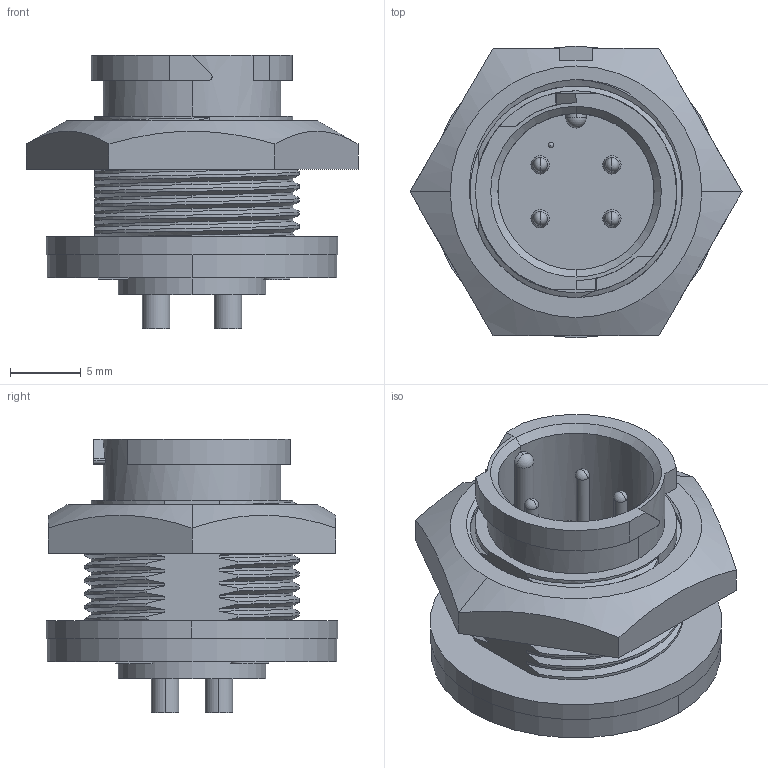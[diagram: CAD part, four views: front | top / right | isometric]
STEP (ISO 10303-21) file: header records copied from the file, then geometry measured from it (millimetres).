
FILE_DESCRIPTION (( 'STEP AP203' ), '1' );
FILE_NAME ('W7280-4PG-P-300.STEP', '2021-10-26T21:26:04', ( '' ), ( '' ), 'SwSTEP 2.0', 'SolidWorks 2020', '' );
FILE_SCHEMA (( 'CONFIG_CONTROL_DESIGN' ));
Length unit declared in the file: millimetre
Products named in the file (1): W7280-4PG-P-300
Bounding box: 23.46 x 20.62 x 19.34 mm (x, y, z)
Volume: 2839.7 mm3; surface area: 2852.3 mm2
Topology: 5 solids, 5 shells, 244 faces, 665 edges, 433 vertices
Faces by surface type: plane 83, cylinder 80, bspline 51, cone 20, sphere 10
Entity records: 15146 total; most frequent: CARTESIAN_POINT 9595, ORIENTED_EDGE 1306, DIRECTION 907, EDGE_CURVE 653, VERTEX_POINT 431, LINE 311, VECTOR 311, AXIS2_PLACEMENT_3D 298
